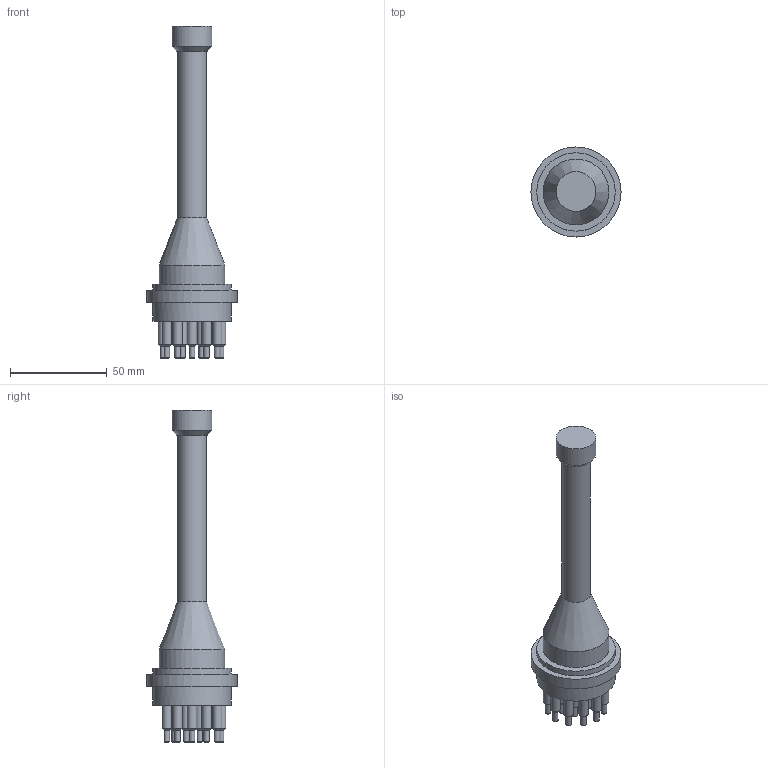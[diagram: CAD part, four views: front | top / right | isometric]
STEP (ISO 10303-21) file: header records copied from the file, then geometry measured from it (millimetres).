
FILE_DESCRIPTION(/* description */ (''),/* implementation_level */ '2;1');
FILE_NAME(/* name */ 'DC16M.stp',/* time_stamp */ '2016-02-05T14:05:15+01:00',/* author */ ('sh'),/* organization */ (''),/* preprocessor_version */ 'ST-DEVELOPER v15.2',/* originating_system */ 'Autodesk Inventor 2014',/* authorisation */ '');
FILE_SCHEMA (('AUTOMOTIVE_DESIGN { 1 0 10303 214 3 1 1 }'));
Length unit declared in the file: millimetre
Products named in the file (1): DC16M
Bounding box: 46.5 x 46.5 x 171.5 mm (x, y, z)
Volume: 71773.3 mm3; surface area: 17195.5 mm2
Topology: 1 solids, 1 shells, 483 faces, 1241 edges, 811 vertices
Faces by surface type: plane 228, bspline 183, cylinder 38, cone 34
Full cylindrical faces by diameter (mm): 2.8 x16, 4.8 x16, 15 x1, 20.5 x1, 34 x1, 40.5 x2, 46.5 x1
Entity records: 15751 total; most frequent: CARTESIAN_POINT 5388, ORIENTED_EDGE 2334, DIRECTION 1496, EDGE_CURVE 1167, VERTEX_POINT 809, LINE 708, VECTOR 708, EDGE_LOOP 606
